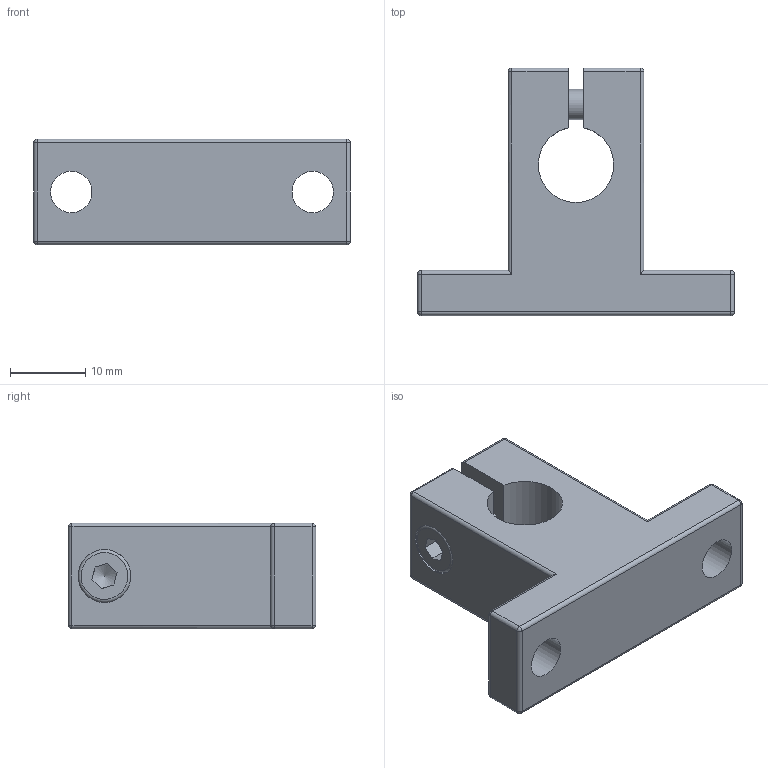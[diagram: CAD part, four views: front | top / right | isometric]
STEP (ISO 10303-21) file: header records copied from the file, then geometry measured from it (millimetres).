
FILE_DESCRIPTION((''),'2;1');
FILE_NAME('Motedis_SH10.stp','2017-06-29T18:16:48',('Jrn'),(''),'Autodesk Inventor 2009','Autodesk Inventor 2009','');
FILE_SCHEMA(('AUTOMOTIVE_DESIGN { 1 0 10303 214 1 1 1 1 }'));
Length unit declared in the file: millimetre
Products named in the file (3): Motedis_SH10; DIN912 - M4x14
Assembly tree (2 placements, depth 2):
  Motedis_SH10
    Motedis_SH10
    DIN912 - M4x14
Bounding box: 42 x 32.8 x 14 mm (x, y, z)
Volume: 8683.4 mm3; surface area: 4543.4 mm2
Topology: 2 solids, 2 shells, 71 faces, 168 edges, 93 vertices
Faces by surface type: cylinder 27, plane 22, sphere 12, bspline 7, cone 2, torus 1
Full cylindrical faces by diameter (mm): 4 x1, 5.5 x1, 7 x1
Entity records: 2047 total; most frequent: CARTESIAN_POINT 448, DIRECTION 336, ORIENTED_EDGE 278, EDGE_CURVE 139, AXIS2_PLACEMENT_3D 132, EDGE_LOOP 92, VERTEX_POINT 85, VECTOR 72
